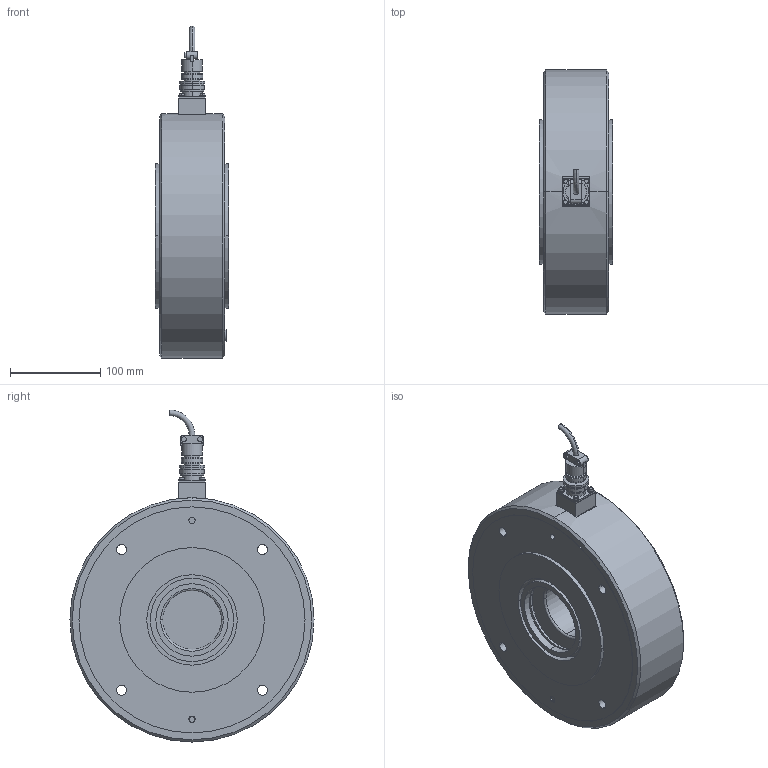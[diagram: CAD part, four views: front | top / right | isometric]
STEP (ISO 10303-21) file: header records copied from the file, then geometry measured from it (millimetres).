
FILE_DESCRIPTION((''),'2;1');
FILE_NAME('50057.stp','2007-09-21T15:28:59',(''),(''),'Mechanical Desktop 2007','Mechanical Desktop 2007',', , ');
FILE_SCHEMA(('CONFIG_CONTROL_DESIGN'));
Length unit declared in the file: millimetre
Products named in the file (28): ZEICHNUNG7; L50057; L4949204; TEIL1AA; L48999; TEIL1A; L48998; TEIL1; L49026; TEIL1AAAA; I-6KT_SCHRAUBE_M3X25; I-6KT_SCHRAUBE_M3X25A; FEDERRING_M3A; FEDERRING_M3; V_RING_V80A; V_RING_V80AA; L4410401; TEIL1AAA; FLANSCHDOSE_14S-2P_4-POLIG; FLANSCHDOSE_14S-2P_4-POLIGA; I-6KT_SCHRAUBE_M8X65A; I-6KT_SCHRAUBE_M8X65; SICHERUNGSRING_J140; SICHERUNGSRING_J140A; PENDELKUGELLAGER_1313TV; PENDELKUGELLAGER_1313TVA; RM_SDB; RM_SDBA
Assembly tree (38 placements, depth 4):
  ZEICHNUNG7
    L50057
      L4949204
        TEIL1AA
      L48999
        TEIL1A
      L48998
        TEIL1
      L49026
        TEIL1AAAA
      I-6KT_SCHRAUBE_M3X25  x4
        I-6KT_SCHRAUBE_M3X25A
      FEDERRING_M3A  x4
        FEDERRING_M3
      V_RING_V80A
        V_RING_V80AA
      L4410401  x2
        TEIL1AAA
      FLANSCHDOSE_14S-2P_4-POLIG
        FLANSCHDOSE_14S-2P_4-POLIGA
      I-6KT_SCHRAUBE_M8X65A
        I-6KT_SCHRAUBE_M8X65
      SICHERUNGSRING_J140
        SICHERUNGSRING_J140A
      PENDELKUGELLAGER_1313TV
        PENDELKUGELLAGER_1313TVA
      RM_SDB  x3
    RM_SDBA  x3
Bounding box: 80.8 x 270 x 367.15 mm (x, y, z)
Volume: 3672449.7 mm3; surface area: 569381.1 mm2
Topology: 19 solids, 19 shells, 367 faces, 854 edges, 559 vertices
Faces by surface type: cylinder 218, plane 99, cone 28, torus 20, bspline 2
Entity records: 10023 total; most frequent: DIRECTION 1851, CARTESIAN_POINT 1674, ORIENTED_EDGE 1386, AXIS2_PLACEMENT_3D 797, EDGE_CURVE 693, VERTEX_POINT 458, CIRCLE 436, EDGE_LOOP 415
